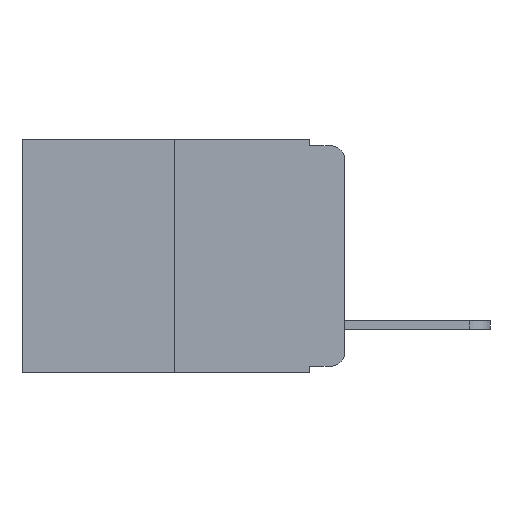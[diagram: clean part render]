
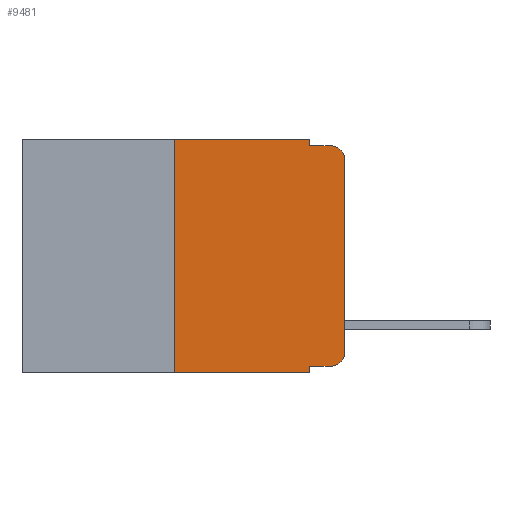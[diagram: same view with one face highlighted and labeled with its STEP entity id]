
A CAD part, left-side view. The second image highlights one B-rep face of the part: STEP entity #9481.
In plain terms, the highlighted planar face has unit normal (-1, 0, 0).
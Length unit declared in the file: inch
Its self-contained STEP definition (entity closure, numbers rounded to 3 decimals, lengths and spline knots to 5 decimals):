
#100 = EDGE_CURVE ( 'NONE', #20544, #10751, #7986, .T. ) ;
#529 = CARTESIAN_POINT ( 'NONE',  ( 0., 0.051, -0.01 ) ) ;
#808 = DIRECTION ( 'NONE',  ( 0., -1., 0. ) ) ;
#835 = DIRECTION ( 'NONE',  ( 0., -1., 0. ) ) ;
#862 = EDGE_CURVE ( 'NONE', #20544, #19316, #2254, .T. ) ;
#1030 = VECTOR ( 'NONE', #21872, 39.37008 ) ;
#1524 = DIRECTION ( 'NONE',  ( -1., 0., 0. ) ) ;
#1661 = PLANE ( 'NONE',  #18661 ) ;
#2136 = CARTESIAN_POINT ( 'NONE',  ( 0., 0.25, 0. ) ) ;
#2254 = LINE ( 'NONE', #2136, #21895 ) ;
#3957 = EDGE_CURVE ( 'NONE', #22376, #4754, #20606, .T. ) ;
#4180 = DIRECTION ( 'NONE',  ( 0., 0., -1. ) ) ;
#4371 = DIRECTION ( 'NONE',  ( 0., -1., 0. ) ) ;
#4633 = CARTESIAN_POINT ( 'NONE',  ( 0., 0., 0. ) ) ;
#4754 = VERTEX_POINT ( 'NONE', #11488 ) ;
#4800 = DIRECTION ( 'NONE',  ( 0., -1., 0. ) ) ;
#5558 = CARTESIAN_POINT ( 'NONE',  ( 0., 0.051, 0. ) ) ;
#5618 = VERTEX_POINT ( 'NONE', #10970 ) ;
#5671 = ORIENTED_EDGE ( 'NONE', *, *, #12680, .T. ) ;
#6196 = DIRECTION ( 'NONE',  ( 0., 0., 1. ) ) ;
#6404 = LINE ( 'NONE', #14462, #25099 ) ;
#6421 = LINE ( 'NONE', #5558, #1030 ) ;
#6488 = ORIENTED_EDGE ( 'NONE', *, *, #17500, .T. ) ;
#7179 = EDGE_CURVE ( 'NONE', #21626, #15039, #24531, .T. ) ;
#7750 = CARTESIAN_POINT ( 'NONE',  ( 0., 0., -0.03 ) ) ;
#7752 = ORIENTED_EDGE ( 'NONE', *, *, #3957, .T. ) ;
#7986 = LINE ( 'NONE', #12745, #21601 ) ;
#8014 = DIRECTION ( 'NONE',  ( 0., 0., -1. ) ) ;
#8340 = CARTESIAN_POINT ( 'NONE',  ( 0., 0.051, 0. ) ) ;
#9226 = CARTESIAN_POINT ( 'NONE',  ( 0., 0.25, -0.343 ) ) ;
#9481 = ADVANCED_FACE ( 'NONE', ( #16757 ), #1661, .F. ) ;
#9522 = CARTESIAN_POINT ( 'NONE',  ( 0., 0.02, -0.01 ) ) ;
#9548 = VERTEX_POINT ( 'NONE', #7750 ) ;
#9827 = CARTESIAN_POINT ( 'NONE',  ( 0., 0.02, -0.03 ) ) ;
#10113 = CIRCLE ( 'NONE', #13071, 0.02 ) ;
#10751 = VERTEX_POINT ( 'NONE', #12226 ) ;
#10970 = CARTESIAN_POINT ( 'NONE',  ( 0., 0.051, 0. ) ) ;
#11488 = CARTESIAN_POINT ( 'NONE',  ( 0., 0.02, -0.333 ) ) ;
#11926 = AXIS2_PLACEMENT_3D ( 'NONE', #9827, #1524, #17893 ) ;
#12032 = VECTOR ( 'NONE', #12870, 39.37008 ) ;
#12226 = CARTESIAN_POINT ( 'NONE',  ( 0., 0.051, -0.343 ) ) ;
#12680 = EDGE_CURVE ( 'NONE', #24059, #9548, #18675, .T. ) ;
#12745 = CARTESIAN_POINT ( 'NONE',  ( 0., 0.473, -0.343 ) ) ;
#12777 = CARTESIAN_POINT ( 'NONE',  ( 0., 0.051, -0.01 ) ) ;
#12870 = DIRECTION ( 'NONE',  ( 0., 0., 1. ) ) ;
#13071 = AXIS2_PLACEMENT_3D ( 'NONE', #13561, #15861, #25958 ) ;
#13561 = CARTESIAN_POINT ( 'NONE',  ( 0., 0.02, -0.313 ) ) ;
#14042 = DIRECTION ( 'NONE',  ( 1., 0., 0. ) ) ;
#14462 = CARTESIAN_POINT ( 'NONE',  ( 0., 0.473, 0. ) ) ;
#14515 = EDGE_CURVE ( 'NONE', #5618, #21626, #6421, .T. ) ;
#15039 = VERTEX_POINT ( 'NONE', #9522 ) ;
#15196 = VECTOR ( 'NONE', #835, 39.37008 ) ;
#15677 = EDGE_CURVE ( 'NONE', #4754, #24059, #10113, .T. ) ;
#15722 = EDGE_LOOP ( 'NONE', ( #5671, #6488, #21652, #22735, #22650, #25922, #24890, #20700, #7752, #21422 ) ) ;
#15814 = CARTESIAN_POINT ( 'NONE',  ( 0., 0.25, 0. ) ) ;
#15861 = DIRECTION ( 'NONE',  ( -1., 0., 0. ) ) ;
#16729 = LINE ( 'NONE', #8340, #19287 ) ;
#16757 = FACE_OUTER_BOUND ( 'NONE', #15722, .T. ) ;
#17500 = EDGE_CURVE ( 'NONE', #9548, #15039, #23789, .T. ) ;
#17893 = DIRECTION ( 'NONE',  ( 0., 0., -1. ) ) ;
#18661 = AXIS2_PLACEMENT_3D ( 'NONE', #25982, #14042, #8014 ) ;
#18675 = LINE ( 'NONE', #4633, #12032 ) ;
#18798 = CARTESIAN_POINT ( 'NONE',  ( 0., 0.051, -0.333 ) ) ;
#19287 = VECTOR ( 'NONE', #4180, 39.37008 ) ;
#19316 = VERTEX_POINT ( 'NONE', #15814 ) ;
#20082 = EDGE_CURVE ( 'NONE', #19316, #5618, #6404, .T. ) ;
#20544 = VERTEX_POINT ( 'NONE', #9226 ) ;
#20606 = LINE ( 'NONE', #18798, #15196 ) ;
#20700 = ORIENTED_EDGE ( 'NONE', *, *, #24011, .F. ) ;
#21422 = ORIENTED_EDGE ( 'NONE', *, *, #15677, .T. ) ;
#21554 = CARTESIAN_POINT ( 'NONE',  ( 0., 0.051, -0.333 ) ) ;
#21601 = VECTOR ( 'NONE', #808, 39.37008 ) ;
#21626 = VERTEX_POINT ( 'NONE', #529 ) ;
#21652 = ORIENTED_EDGE ( 'NONE', *, *, #7179, .F. ) ;
#21872 = DIRECTION ( 'NONE',  ( 0., 0., -1. ) ) ;
#21895 = VECTOR ( 'NONE', #6196, 39.37008 ) ;
#22376 = VERTEX_POINT ( 'NONE', #21554 ) ;
#22650 = ORIENTED_EDGE ( 'NONE', *, *, #20082, .F. ) ;
#22735 = ORIENTED_EDGE ( 'NONE', *, *, #14515, .F. ) ;
#23789 = CIRCLE ( 'NONE', #11926, 0.02 ) ;
#24011 = EDGE_CURVE ( 'NONE', #22376, #10751, #16729, .T. ) ;
#24059 = VERTEX_POINT ( 'NONE', #24487 ) ;
#24487 = CARTESIAN_POINT ( 'NONE',  ( 0., 0., -0.313 ) ) ;
#24531 = LINE ( 'NONE', #12777, #24802 ) ;
#24802 = VECTOR ( 'NONE', #4800, 39.37008 ) ;
#24890 = ORIENTED_EDGE ( 'NONE', *, *, #100, .T. ) ;
#25099 = VECTOR ( 'NONE', #4371, 39.37008 ) ;
#25922 = ORIENTED_EDGE ( 'NONE', *, *, #862, .F. ) ;
#25958 = DIRECTION ( 'NONE',  ( 0., 0., -1. ) ) ;
#25982 = CARTESIAN_POINT ( 'NONE',  ( 0., 0.473, 0. ) ) ;
